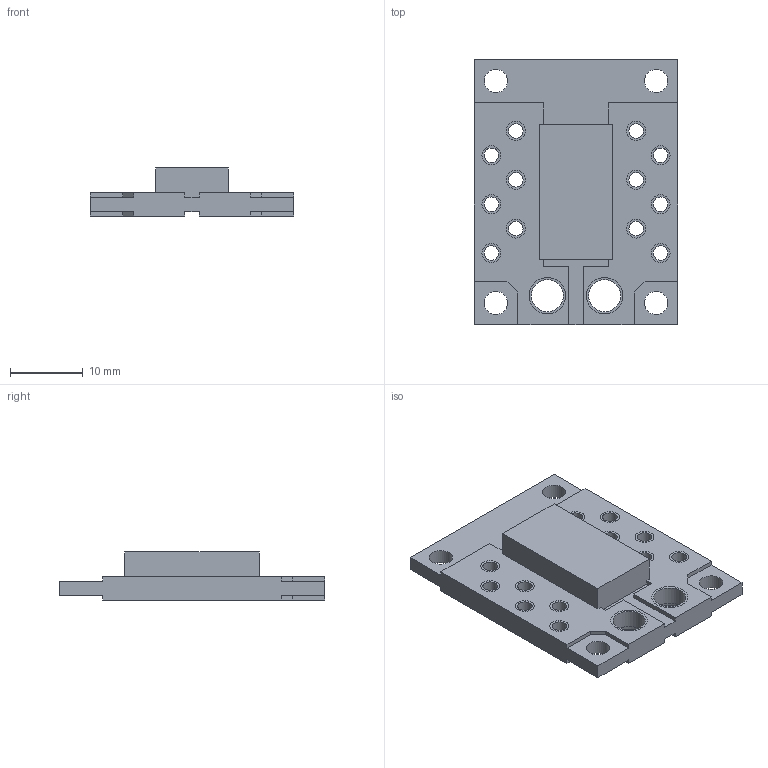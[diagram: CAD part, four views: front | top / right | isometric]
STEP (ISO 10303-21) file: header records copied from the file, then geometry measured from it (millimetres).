
FILE_DESCRIPTION(('STEP AP203'), '1');
FILE_NAME('Cross Board V1.stp', '2015-04-16T06:40:49', ($), ($), 'ASCON STEP Converter 1.3', 'Kompas 3D', '');
FILE_SCHEMA(('CONFIG_CONTROL_DESIGN','SUPPORT_RESOURCE_SCHEMA'));
Length unit declared in the file: millimetre
Products named in the file (1): 1
Bounding box: 28 x 36.5 x 6.6 mm (x, y, z)
Volume: 3137.4 mm3; surface area: 2914.8 mm2
Topology: 1 solids, 1 shells, 118 faces, 313 edges, 198 vertices
Faces by surface type: plane 59, cylinder 32, cone 27
Full cylindrical faces by diameter (mm): 2 x12, 2.6 x12, 3.2 x4, 4.4 x2, 5 x2
Entity records: 4726 total; most frequent: DIRECTION 637, CARTESIAN_POINT 630, ORIENTED_EDGE 626, EDGE_CURVE 313, LINE 227, VECTOR 227, AXIS2_PLACEMENT_3D 205, VERTEX_POINT 198
